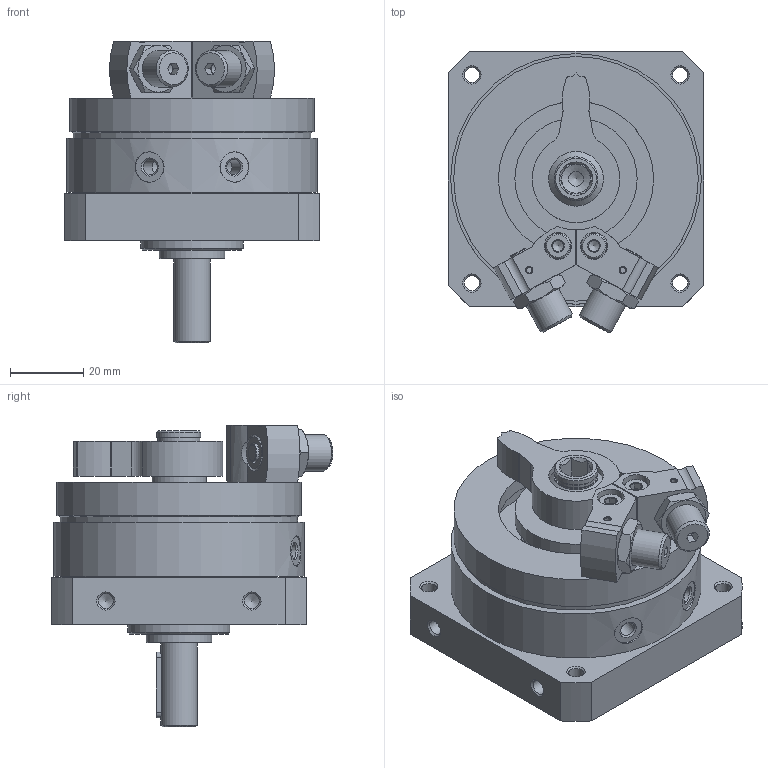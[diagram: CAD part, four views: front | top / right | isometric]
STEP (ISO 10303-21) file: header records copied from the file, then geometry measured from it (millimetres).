
FILE_DESCRIPTION(/* description */ ('STEP AP214'),/* implementation_level */ '2;1');
FILE_NAME(/* name */ '547574_DSM-16-270-P-A-B',/* time_stamp */ '2024-08-21T18:17:37+02:00',/* author */ ('License CC BY-ND 4.0'),/* organization */ ('CADENAS'),/* preprocessor_version */ 'ST-DEVELOPER v19.3',/* originating_system */ 'PARTsolutions',/* authorisation */ ' ');
FILE_SCHEMA (('AUTOMOTIVE_DESIGN {1 0 10303 214 3 1 1}'));
Length unit declared in the file: millimetre
Products named in the file (10): 547574 DSM-16-270-P-A-B--(0); 547574 DSM-16-270-P-A-B_G---(B); 704063 DSM-16-BR---(HZ); 710516 DSM-16/25-P-B; 382090 SLT-10; 342621 DSM-16_NS; DIN-912 - M4x16(F); 396998 YSRW M10X1-3.5-13; 704062 DSM-16-BL---(HZ); 547574 DSM-16-270-P-A-B_K---(B)
Assembly tree (14 placements, depth 2):
  547574 DSM-16-270-P-A-B--(0)
    547574 DSM-16-270-P-A-B_G---(B)
    704063 DSM-16-BR---(HZ)
    710516 DSM-16/25-P-B  x2
    382090 SLT-10  x2
    342621 DSM-16_NS  x2
    DIN-912 - M4x16(F)  x2
    396998 YSRW M10X1-3.5-13  x2
    704062 DSM-16-BL---(HZ)
    547574 DSM-16-270-P-A-B_K---(B)
Bounding box: 70 x 77.18 x 82.7 mm (x, y, z)
Volume: 164647.7 mm3; surface area: 44049.4 mm2
Topology: 14 solids, 14 shells, 349 faces, 791 edges, 494 vertices
Faces by surface type: plane 149, cylinder 108, cone 87, torus 5
Full cylindrical faces by diameter (mm): 1.567 x2, 2.459 x1, 3.2 x1, 3.242 x2, 4 x2, 4.134 x13, 4.5 x2, 5.7 x2, 7 x2, 7.4 x2, 8.3 x2, 8.917 x4, 10 x3, 11.5 x1, 12 x2, 15 x3, 18 x2, 28 x1, 29 x1, 33.5 x1, 42.5 x1, 47 x1, 54 x1, 65 x1, 67 x1, 68.65 x1
Entity records: 7343 total; most frequent: CARTESIAN_POINT 1356, DIRECTION 1259, ORIENTED_EDGE 962, AXIS2_PLACEMENT_3D 531, EDGE_CURVE 481, FACE_BOUND 441, EDGE_LOOP 429, VERTEX_POINT 374
